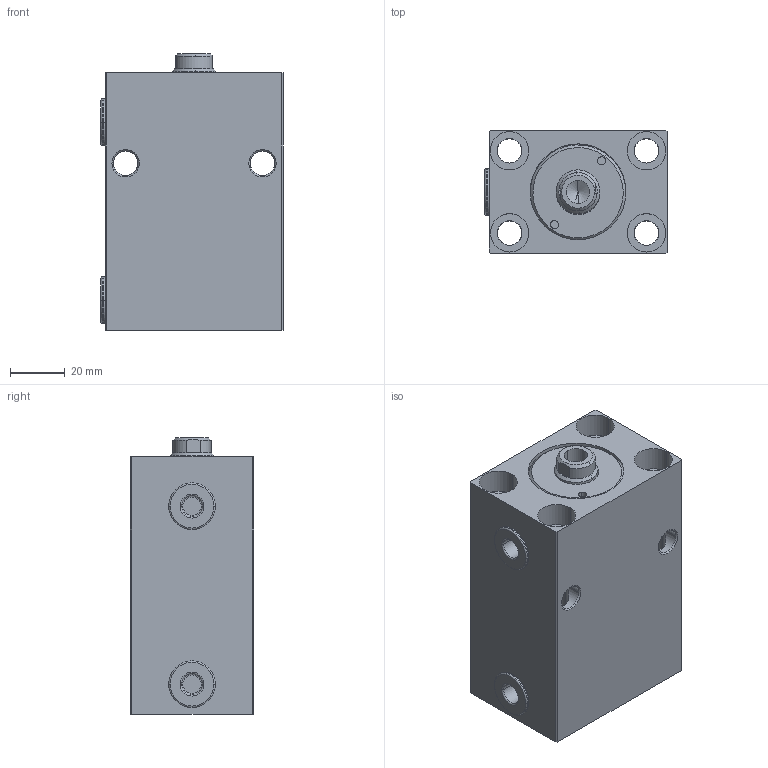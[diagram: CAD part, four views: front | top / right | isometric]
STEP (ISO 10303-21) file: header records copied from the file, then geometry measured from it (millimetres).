
FILE_DESCRIPTION (( 'STEP AP203' ), '1' );
FILE_NAME ('HBC-25DX50N邧雄詢揤蚐詰.STEP', '2019-04-23T03:53:44', ( 'User' ), ( 'china' ), 'SwSTEP 2.0', 'SolidWorks 2018', '' );
FILE_SCHEMA (( 'CONFIG_CONTROL_DESIGN' ));
Length unit declared in the file: millimetre
Products named in the file (5): 活塞杆50; ヶ裔; 黑芛; 掛极50; HBC-25DX50N邧雄詢揤蚐詰
Assembly tree (5 placements, depth 2):
  HBC-25DX50N邧雄詢揤蚐詰
    掛极50
    活塞杆50
    ヶ裔
    黑芛  x2
Bounding box: 66.5 x 45 x 101 mm (x, y, z)
Volume: 226997 mm3; surface area: 59437.4 mm2
Topology: 5 solids, 5 shells, 172 faces, 383 edges, 223 vertices
Faces by surface type: cylinder 77, plane 39, cone 28, torus 28
Entity records: 5194 total; most frequent: CARTESIAN_POINT 1146, DIRECTION 815, ORIENTED_EDGE 678, AXIS2_PLACEMENT_3D 342, EDGE_CURVE 339, VERTEX_POINT 201, EDGE_LOOP 184, CIRCLE 182
